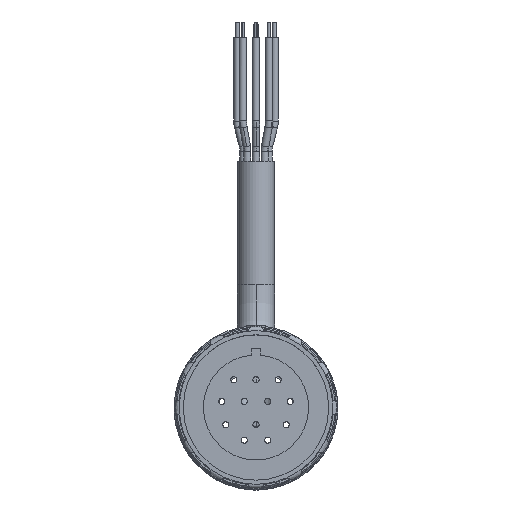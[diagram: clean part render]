
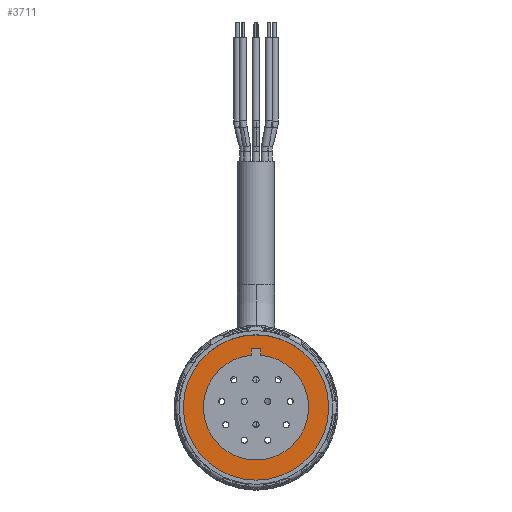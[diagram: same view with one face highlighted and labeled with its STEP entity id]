
A CAD part, top view. The second image highlights one B-rep face of the part: STEP entity #3711.
In plain terms, the highlighted planar face has unit normal (0, 0, 1).
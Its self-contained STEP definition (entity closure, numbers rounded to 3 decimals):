
#194 = VERTEX_POINT ( 'NONE', #10765 ) ;
#443 = AXIS2_PLACEMENT_3D ( 'NONE', #11243, #2875, #12655 ) ;
#706 = DIRECTION ( 'NONE',  ( 1., 0., 0. ) ) ;
#786 = DIRECTION ( 'NONE',  ( 1., 0., 0. ) ) ;
#925 = DIRECTION ( 'NONE',  ( 0., 0., 1. ) ) ;
#1085 = DIRECTION ( 'NONE',  ( -1., 0., 0. ) ) ;
#2221 = CIRCLE ( 'NONE', #15728, 11.75 ) ;
#2297 = DIRECTION ( 'NONE',  ( 0., 1., 0. ) ) ;
#2359 = CARTESIAN_POINT ( 'NONE',  ( 0.75, 14.368, 35.164 ) ) ;
#2875 = DIRECTION ( 'NONE',  ( 0., 0., 1. ) ) ;
#2892 = CARTESIAN_POINT ( 'NONE',  ( 0.75, 14.368, 35.164 ) ) ;
#2894 = EDGE_CURVE ( 'NONE', #5834, #194, #2221, .T. ) ;
#3367 = VECTOR ( 'NONE', #2297, 1000. ) ;
#3711 = ADVANCED_FACE ( 'NONE', ( #15003, #8439 ), #14615, .T. ) ;
#3760 = VERTEX_POINT ( 'NONE', #10678 ) ;
#4167 = EDGE_LOOP ( 'NONE', ( #10648, #10265 ) ) ;
#4229 = CARTESIAN_POINT ( 'NONE',  ( -0.75, 14.368, 35.164 ) ) ;
#4897 = CARTESIAN_POINT ( 'NONE',  ( 0., 5.901, 35.164 ) ) ;
#4998 = EDGE_CURVE ( 'NONE', #13325, #14531, #10812, .T. ) ;
#5140 = CARTESIAN_POINT ( 'NONE',  ( -0.75, 14.368, 35.164 ) ) ;
#5337 = EDGE_CURVE ( 'NONE', #14531, #3760, #14323, .T. ) ;
#5406 = LINE ( 'NONE', #5140, #8656 ) ;
#5834 = VERTEX_POINT ( 'NONE', #13478 ) ;
#6321 = CARTESIAN_POINT ( 'NONE',  ( -0.75, 15.401, 35.164 ) ) ;
#6908 = VECTOR ( 'NONE', #1085, 1000. ) ;
#7827 = VERTEX_POINT ( 'NONE', #4229 ) ;
#8439 = FACE_OUTER_BOUND ( 'NONE', #4167, .T. ) ;
#8656 = VECTOR ( 'NONE', #16313, 1000. ) ;
#8788 = EDGE_LOOP ( 'NONE', ( #18003, #17397, #12567, #16412 ) ) ;
#8919 = EDGE_CURVE ( 'NONE', #194, #5834, #12707, .T. ) ;
#9108 = DIRECTION ( 'NONE',  ( 0., 0., 1. ) ) ;
#9190 = DIRECTION ( 'NONE',  ( 0., 0., 1. ) ) ;
#9337 = CARTESIAN_POINT ( 'NONE',  ( 0., 5.901, 35.164 ) ) ;
#10265 = ORIENTED_EDGE ( 'NONE', *, *, #8919, .T. ) ;
#10648 = ORIENTED_EDGE ( 'NONE', *, *, #2894, .T. ) ;
#10678 = CARTESIAN_POINT ( 'NONE',  ( -0.75, 15.401, 35.164 ) ) ;
#10714 = DIRECTION ( 'NONE',  ( 1., 0., 0. ) ) ;
#10765 = CARTESIAN_POINT ( 'NONE',  ( -11.75, 5.901, 35.164 ) ) ;
#10812 = LINE ( 'NONE', #2359, #3367 ) ;
#11243 = CARTESIAN_POINT ( 'NONE',  ( 0., 5.901, 35.164 ) ) ;
#11419 = EDGE_CURVE ( 'NONE', #7827, #13325, #12618, .T. ) ;
#12567 = ORIENTED_EDGE ( 'NONE', *, *, #4998, .F. ) ;
#12618 = CIRCLE ( 'NONE', #443, 8.5 ) ;
#12655 = DIRECTION ( 'NONE',  ( 1., 0., 0. ) ) ;
#12707 = CIRCLE ( 'NONE', #13162, 11.75 ) ;
#13007 = EDGE_CURVE ( 'NONE', #3760, #7827, #5406, .T. ) ;
#13162 = AXIS2_PLACEMENT_3D ( 'NONE', #17556, #9190, #786 ) ;
#13325 = VERTEX_POINT ( 'NONE', #2892 ) ;
#13478 = CARTESIAN_POINT ( 'NONE',  ( 11.75, 5.901, 35.164 ) ) ;
#14323 = LINE ( 'NONE', #6321, #6908 ) ;
#14531 = VERTEX_POINT ( 'NONE', #16330 ) ;
#14615 = PLANE ( 'NONE',  #17846 ) ;
#15003 = FACE_BOUND ( 'NONE', #8788, .T. ) ;
#15728 = AXIS2_PLACEMENT_3D ( 'NONE', #9337, #925, #10714 ) ;
#16313 = DIRECTION ( 'NONE',  ( 0., -1., 0. ) ) ;
#16330 = CARTESIAN_POINT ( 'NONE',  ( 0.75, 15.401, 35.164 ) ) ;
#16412 = ORIENTED_EDGE ( 'NONE', *, *, #11419, .F. ) ;
#17397 = ORIENTED_EDGE ( 'NONE', *, *, #5337, .F. ) ;
#17556 = CARTESIAN_POINT ( 'NONE',  ( 0., 5.901, 35.164 ) ) ;
#17846 = AXIS2_PLACEMENT_3D ( 'NONE', #4897, #9108, #706 ) ;
#18003 = ORIENTED_EDGE ( 'NONE', *, *, #13007, .F. ) ;
